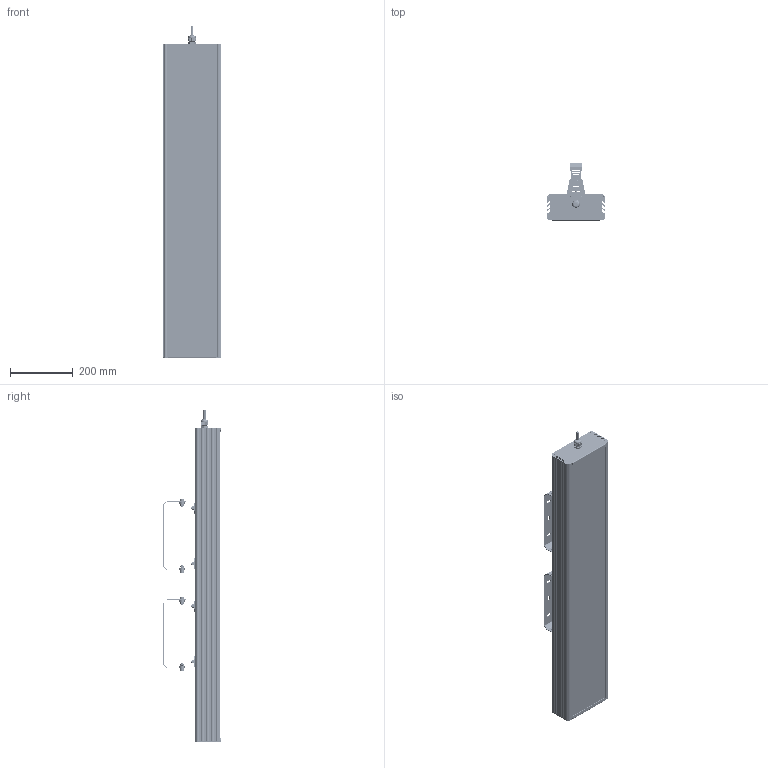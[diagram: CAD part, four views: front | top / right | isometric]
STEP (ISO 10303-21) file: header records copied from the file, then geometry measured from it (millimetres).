
FILE_DESCRIPTION(('STEP AP214'), '1');
FILE_NAME('001.0079.38.000 - ÃÑÏ-Ýêñòðà-200', '2023-10-24T05:22:57', ('Ëóêîíèí'), ('ÎÊÁ Ñâîé Ñòèëü'), 'C3D Converter', 'C3D Toolkit', '');
FILE_SCHEMA(('AUTOMOTIVE_DESIGN { 1 0 10303 214 3 1 1}'));
Length unit declared in the file: millimetre
Products named in the file (40): 001.0079.38.000
Assembly tree (83 placements, depth 4):
  001.0079.38.000
    (unnamed)
      (unnamed)
      (unnamed)
      (unnamed)
      (unnamed)  x6
      (unnamed)  x6
      (unnamed)
      (unnamed)
      (unnamed)
      (unnamed)
        (unnamed)
      (unnamed)  x20
        (unnamed)
        (unnamed)
        (unnamed)
        (unnamed)
        (unnamed)
        (unnamed)
        (unnamed)
        (unnamed)
        (unnamed)
    (unnamed)  x2
      (unnamed)
      (unnamed)
      (unnamed)
      (unnamed)
      (unnamed)
      (unnamed)
      (unnamed)
      (unnamed)
      (unnamed)
      (unnamed)
      (unnamed)
      (unnamed)
      (unnamed)
      (unnamed)
      (unnamed)
      (unnamed)
      (unnamed)
Bounding box: 187.37 x 184.68 x 1056.43 mm (x, y, z)
Volume: 3022232.8 mm3; surface area: 2364305.3 mm2
Topology: 698 solids, 698 shells, 7768 faces, 18427 edges, 12263 vertices
Faces by surface type: plane 5214, cylinder 2146, cone 274, bspline 101, sphere 20, torus 13
Full cylindrical faces by diameter (mm): 1 x20, 2 x40, 2.5 x80, 2.8 x500, 3.2 x20, 3.5 x100, 4 x12, 6 x8, 6.375 x4, 8 x20, 8.5 x16, 12 x5, 12.5 x1, 13.333 x4, 16 x9, 18.5 x3, 20 x1, 23.5 x1
Entity records: 102824 total; most frequent: CARTESIAN_POINT 45284, ORIENTED_EDGE 10812, DIRECTION 10016, EDGE_CURVE 5406, VERTEX_POINT 3682, AXIS2_PLACEMENT_3D 3419, LINE 3178, VECTOR 3178
